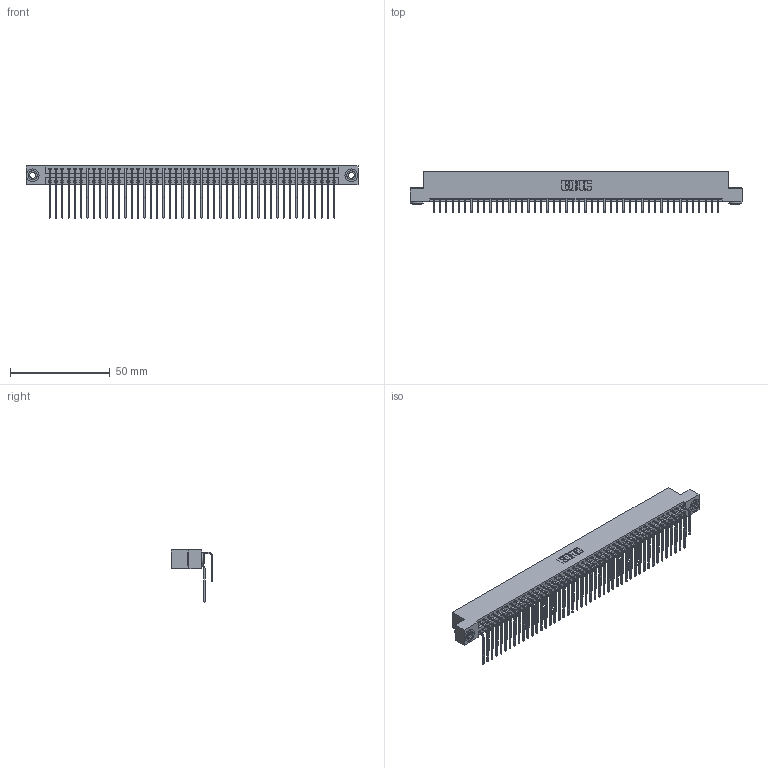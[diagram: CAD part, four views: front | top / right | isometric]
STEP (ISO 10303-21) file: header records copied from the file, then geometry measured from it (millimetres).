
FILE_DESCRIPTION (( 'STEP AP203' ), '1' );
FILE_NAME ('396-092-559-203.STEP', '2018-09-12T11:22:39', ( '' ), ( '' ), 'SwSTEP 2.0', 'SolidWorks 2016', '' );
FILE_SCHEMA (( 'CONFIG_CONTROL_DESIGN' ));
Length unit declared in the file: inch
Products named in the file (5): 346 Part_Flush Mounting Lugs - 0.156 Dia-TH; 345-292-001_558 559 Tail - 1; 345-292-001_559 Tail - 2; 345-250-002_345-250-002-102; 396-092-559-203
Assembly tree (95 placements, depth 2):
  396-092-559-203
    346 Part_Flush Mounting Lugs - 0.156 Dia-TH
    345-292-001_558 559 Tail - 1  x46
    345-292-001_559 Tail - 2  x46
    345-250-002_345-250-002-102  x2
Bounding box: 166.62 x 20.89 x 26.16 mm (x, y, z)
Volume: 16829.1 mm3; surface area: 25955.8 mm2
Topology: 95 solids, 95 shells, 5128 faces, 15217 edges, 10018 vertices
Faces by surface type: plane 3490, cylinder 1630, cone 8
Entity records: 31916 total; most frequent: CARTESIAN_POINT 5282, ORIENTED_EDGE 5158, DIRECTION 4709, EDGE_CURVE 2579, LINE 2199, VECTOR 2199, VERTEX_POINT 1714, AXIS2_PLACEMENT_3D 1255
